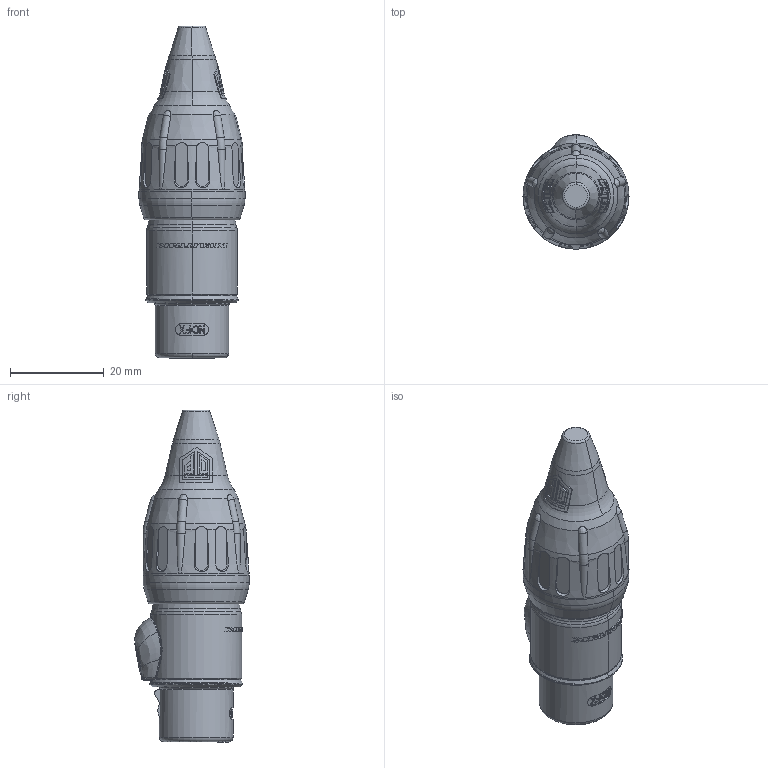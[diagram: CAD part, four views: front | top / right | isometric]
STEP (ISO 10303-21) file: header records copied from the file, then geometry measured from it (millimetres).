
FILE_DESCRIPTION((''),'2;1');
FILE_NAME('NC3FX-TOP_','2022-11-22T16:11:34',('elias.feurle'),(''),'CREO PARAMETRIC BY PTC INC, 2021184','CREO PARAMETRIC BY PTC INC, 2021184','');
FILE_SCHEMA(('AUTOMOTIVE_DESIGN { 1 0 10303 214 1 1 1 1 }'));
Length unit declared in the file: millimetre
Products named in the file (1): NC3FX-TOP_
Bounding box: 22.6 x 24.4 x 70.76 mm (x, y, z)
Volume: 17635.8 mm3; surface area: 4740.7 mm2
Topology: 1 solids, 1 shells, 1145 faces, 3054 edges, 1955 vertices
Faces by surface type: plane 591, bspline 299, cylinder 97, cone 76, torus 71, extrusion 10, sphere 1
Entity records: 56464 total; most frequent: CARTESIAN_POINT 23460, ORIENTED_EDGE 6106, DIRECTION 4187, EDGE_CURVE 3053, VERTEX_POINT 1955, AXIS2_PLACEMENT_3D 1413, VECTOR 1361, LINE 1351
